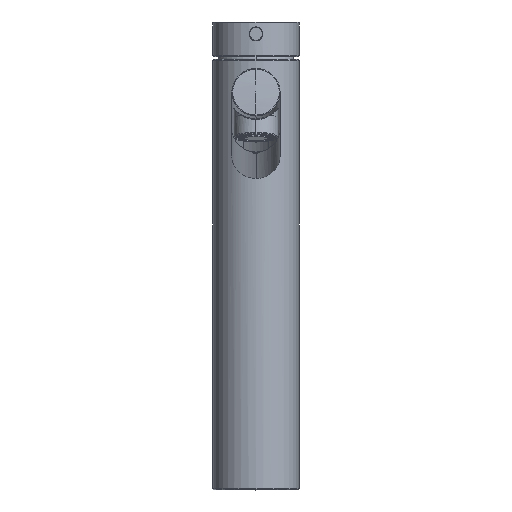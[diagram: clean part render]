
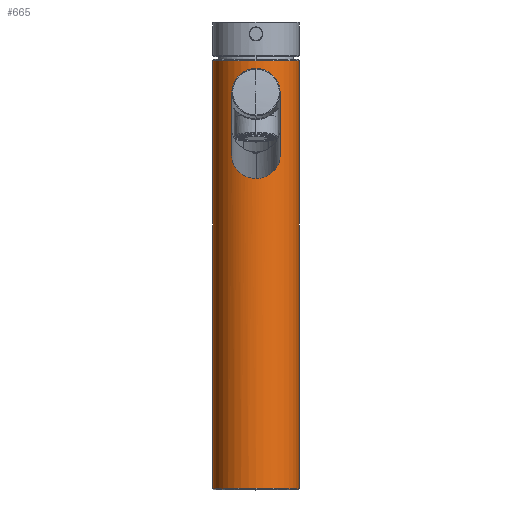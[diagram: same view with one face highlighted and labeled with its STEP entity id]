
A CAD part, top view. The second image highlights one B-rep face of the part: STEP entity #665.
In plain terms, the highlighted cylindrical face has radius 25 mm (diameter 50 mm), a partial arc.
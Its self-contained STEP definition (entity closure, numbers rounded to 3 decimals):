
#665=ADVANCED_FACE('',(#2030,#2031),#2032,.T.);
#2030=FACE_BOUND('',#7979,.T.);
#2031=FACE_OUTER_BOUND('',#7980,.T.);
#2032=CYLINDRICAL_SURFACE('',#7981,25.0);
#7979=EDGE_LOOP('',(#13669,#13670));
#7980=EDGE_LOOP('',(#13671,#13672,#13673,#13674));
#7981=AXIS2_PLACEMENT_3D('',#13675,#13676,#13677);
#13669=ORIENTED_EDGE('',*,*,#17412,.T.);
#13670=ORIENTED_EDGE('',*,*,#17416,.T.);
#13671=ORIENTED_EDGE('',*,*,#17417,.F.);
#13672=ORIENTED_EDGE('',*,*,#17418,.T.);
#13673=ORIENTED_EDGE('',*,*,#17419,.T.);
#13674=ORIENTED_EDGE('',*,*,#17420,.F.);
#13675=CARTESIAN_POINT('',(0.0,262.5,0.0));
#13676=DIRECTION('',(0.0,1.0,-0.0));
#13677=DIRECTION('',(-1.0,0.0,0.0));
#17412=EDGE_CURVE('',#20578,#20576,#20579,.T.);
#17416=EDGE_CURVE('',#20576,#20578,#20584,.T.);
#17417=EDGE_CURVE('',#20585,#20586,#20587,.T.);
#17418=EDGE_CURVE('',#20585,#20588,#20589,.T.);
#17419=EDGE_CURVE('',#20588,#20590,#20591,.T.);
#17420=EDGE_CURVE('',#20586,#20590,#20592,.T.);
#20576=VERTEX_POINT('',#29196);
#20578=VERTEX_POINT('',#29199);
#20579=B_SPLINE_CURVE_WITH_KNOTS('',3,(#29200,#29201,#29202,#29203,#29204,#29205,#29206,#29207,#29208,#29209,#29210,#29211,#29212,#29213,#29214,#29215,#29216,#29217,#29218,#29219,#29220,#29221,#29222,#29223,#29224,#29225,#29226,#29227,#29228,#29229,#29230,#29231,#29232,#29233,#29234,#29235,#29236,#29237,#29238,#29239,#29240),.UNSPECIFIED.,.F.,.F.,(4,2,2,2,2,2,2,2,2,2,3,2,2,2,2,2,2,2,2,4),(-24.004,-21.339,-18.674,-16.009,-13.345,-10.68,-8.01,-5.34,-2.67,-1.335,0.0,2.871,5.741,8.612,11.482,14.19,16.897,19.605,22.312,25.02),.UNSPECIFIED.);
#20584=B_SPLINE_CURVE_WITH_KNOTS('',3,(#29264,#29265,#29266,#29267,#29268,#29269,#29270,#29271,#29272,#29273,#29274,#29275,#29276,#29277,#29278,#29279,#29280,#29281,#29282,#29283,#29284,#29285,#29286,#29287,#29288,#29289,#29290,#29291,#29292,#29293,#29294,#29295,#29296,#29297,#29298,#29299,#29300,#29301,#29302,#29303),.UNSPECIFIED.,.F.,.F.,(4,2,2,2,2,2,2,2,2,2,2,2,2,2,2,2,2,2,2,4),(19.605,22.312,25.02,27.727,30.434,33.142,36.013,38.883,41.754,44.624,45.959,47.294,49.964,52.634,55.304,57.969,60.634,63.298,65.963,68.628),.UNSPECIFIED.);
#20585=VERTEX_POINT('',#29304);
#20586=VERTEX_POINT('',#29305);
#20587=LINE('',#29306,#29307);
#20588=VERTEX_POINT('',#29308);
#20589=CIRCLE('',#29309,25.0);
#20590=VERTEX_POINT('',#29310);
#20591=LINE('',#29311,#29312);
#20592=CIRCLE('',#29313,25.0);
#29196=CARTESIAN_POINT('',(0.,209.216,25.));
#29199=CARTESIAN_POINT('',(0.0,180.784,25.));
#29200=CARTESIAN_POINT('',(2.712,181.027,24.853));
#29201=CARTESIAN_POINT('',(1.804,180.863,24.952));
#29202=CARTESIAN_POINT('',(0.888,180.784,25.0));
#29203=CARTESIAN_POINT('',(-0.888,180.784,25.0));
#29204=CARTESIAN_POINT('',(-1.804,180.863,24.952));
#29205=CARTESIAN_POINT('',(-3.619,181.192,24.753));
#29206=CARTESIAN_POINT('',(-4.519,181.442,24.604));
#29207=CARTESIAN_POINT('',(-6.241,182.103,24.225));
#29208=CARTESIAN_POINT('',(-7.064,182.514,23.995));
#29209=CARTESIAN_POINT('',(-8.585,183.466,23.494));
#29210=CARTESIAN_POINT('',(-9.282,184.007,23.223));
#29211=CARTESIAN_POINT('',(-10.518,185.169,22.69));
#29212=CARTESIAN_POINT('',(-11.101,185.83,22.408));
#29213=CARTESIAN_POINT('',(-12.129,187.286,21.868));
#29214=CARTESIAN_POINT('',(-12.574,188.081,21.612));
#29215=CARTESIAN_POINT('',(-13.29,189.758,21.179));
#29216=CARTESIAN_POINT('',(-13.561,190.643,21.003));
#29217=CARTESIAN_POINT('',(-13.828,191.991,20.828));
#29218=CARTESIAN_POINT('',(-13.893,192.444,20.784));
#29219=CARTESIAN_POINT('',(-13.979,193.348,20.726));
#29220=CARTESIAN_POINT('',(-14.0,193.799,20.712));
#29221=CARTESIAN_POINT('',(-14.0,194.244,20.712));
#29222=CARTESIAN_POINT('',(-14.0,195.201,20.712));
#29223=CARTESIAN_POINT('',(-13.904,196.179,20.778));
#29224=CARTESIAN_POINT('',(-13.52,198.114,21.03));
#29225=CARTESIAN_POINT('',(-13.233,199.071,21.215));
#29226=CARTESIAN_POINT('',(-12.49,200.903,21.66));
#29227=CARTESIAN_POINT('',(-12.035,201.78,21.921));
#29228=CARTESIAN_POINT('',(-10.99,203.409,22.463));
#29229=CARTESIAN_POINT('',(-10.4,204.161,22.744));
#29230=CARTESIAN_POINT('',(-9.178,205.462,23.263));
#29231=CARTESIAN_POINT('',(-8.505,206.067,23.522));
#29232=CARTESIAN_POINT('',(-7.03,207.151,24.004));
#29233=CARTESIAN_POINT('',(-6.226,207.631,24.228));
#29234=CARTESIAN_POINT('',(-4.532,208.412,24.601));
#29235=CARTESIAN_POINT('',(-3.64,208.715,24.75));
#29236=CARTESIAN_POINT('',(-1.825,209.117,24.95));
#29237=CARTESIAN_POINT('',(-0.902,209.216,25.0));
#29238=CARTESIAN_POINT('',(0.902,209.216,25.0));
#29239=CARTESIAN_POINT('',(1.825,209.117,24.95));
#29240=CARTESIAN_POINT('',(2.733,208.916,24.85));
#29264=CARTESIAN_POINT('',(-2.733,208.916,24.85));
#29265=CARTESIAN_POINT('',(-1.825,209.117,24.95));
#29266=CARTESIAN_POINT('',(-0.902,209.216,25.0));
#29267=CARTESIAN_POINT('',(0.902,209.216,25.0));
#29268=CARTESIAN_POINT('',(1.825,209.117,24.95));
#29269=CARTESIAN_POINT('',(3.64,208.715,24.75));
#29270=CARTESIAN_POINT('',(4.532,208.412,24.601));
#29271=CARTESIAN_POINT('',(6.226,207.631,24.228));
#29272=CARTESIAN_POINT('',(7.03,207.151,24.004));
#29273=CARTESIAN_POINT('',(8.505,206.067,23.522));
#29274=CARTESIAN_POINT('',(9.178,205.462,23.263));
#29275=CARTESIAN_POINT('',(10.4,204.161,22.744));
#29276=CARTESIAN_POINT('',(10.99,203.409,22.463));
#29277=CARTESIAN_POINT('',(12.035,201.78,21.921));
#29278=CARTESIAN_POINT('',(12.49,200.903,21.66));
#29279=CARTESIAN_POINT('',(13.233,199.071,21.215));
#29280=CARTESIAN_POINT('',(13.52,198.114,21.03));
#29281=CARTESIAN_POINT('',(13.904,196.179,20.778));
#29282=CARTESIAN_POINT('',(14.0,195.201,20.712));
#29283=CARTESIAN_POINT('',(14.0,193.799,20.712));
#29284=CARTESIAN_POINT('',(13.979,193.348,20.726));
#29285=CARTESIAN_POINT('',(13.893,192.444,20.784));
#29286=CARTESIAN_POINT('',(13.828,191.991,20.828));
#29287=CARTESIAN_POINT('',(13.561,190.643,21.003));
#29288=CARTESIAN_POINT('',(13.29,189.758,21.179));
#29289=CARTESIAN_POINT('',(12.574,188.081,21.612));
#29290=CARTESIAN_POINT('',(12.129,187.286,21.868));
#29291=CARTESIAN_POINT('',(11.101,185.83,22.408));
#29292=CARTESIAN_POINT('',(10.518,185.169,22.69));
#29293=CARTESIAN_POINT('',(9.282,184.007,23.223));
#29294=CARTESIAN_POINT('',(8.585,183.466,23.494));
#29295=CARTESIAN_POINT('',(7.064,182.514,23.995));
#29296=CARTESIAN_POINT('',(6.241,182.103,24.225));
#29297=CARTESIAN_POINT('',(4.519,181.442,24.604));
#29298=CARTESIAN_POINT('',(3.619,181.192,24.753));
#29299=CARTESIAN_POINT('',(1.804,180.863,24.952));
#29300=CARTESIAN_POINT('',(0.888,180.784,25.0));
#29301=CARTESIAN_POINT('',(-0.888,180.784,25.0));
#29302=CARTESIAN_POINT('',(-1.804,180.863,24.952));
#29303=CARTESIAN_POINT('',(-2.712,181.027,24.853));
#29304=CARTESIAN_POINT('',(-25.0,0.8,0.0));
#29305=CARTESIAN_POINT('',(-25.0,249.2,0.0));
#29306=CARTESIAN_POINT('',(-25.0,0.8,0.));
#29307=VECTOR('',#33985,248.4);
#29308=CARTESIAN_POINT('',(25.0,0.8,0.0));
#29309=AXIS2_PLACEMENT_3D('',#33986,#33987,#33988);
#29310=CARTESIAN_POINT('',(25.0,249.2,0.0));
#29311=CARTESIAN_POINT('',(25.0,0.8,0.));
#29312=VECTOR('',#33989,248.4);
#29313=AXIS2_PLACEMENT_3D('',#33990,#33991,#33992);
#33985=DIRECTION('',(0.0,1.0,0.));
#33986=CARTESIAN_POINT('',(0.,0.8,0.0));
#33987=DIRECTION('',(0.0,1.0,0.0));
#33988=DIRECTION('',(-1.0,0.0,0.0));
#33989=DIRECTION('',(0.0,1.0,0.));
#33990=CARTESIAN_POINT('',(0.0,249.2,0.0));
#33991=DIRECTION('',(0.0,1.0,0.0));
#33992=DIRECTION('',(-1.0,0.0,0.0));
